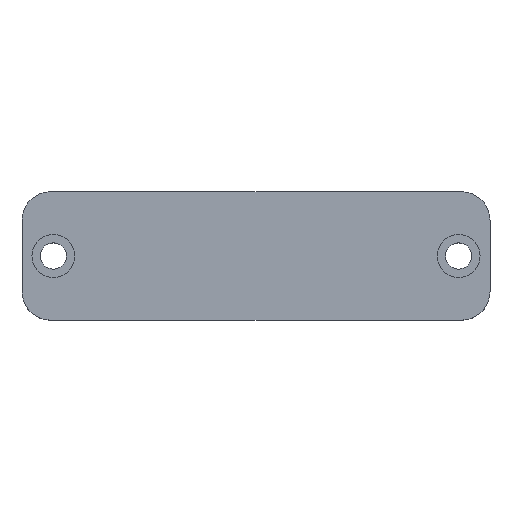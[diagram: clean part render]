
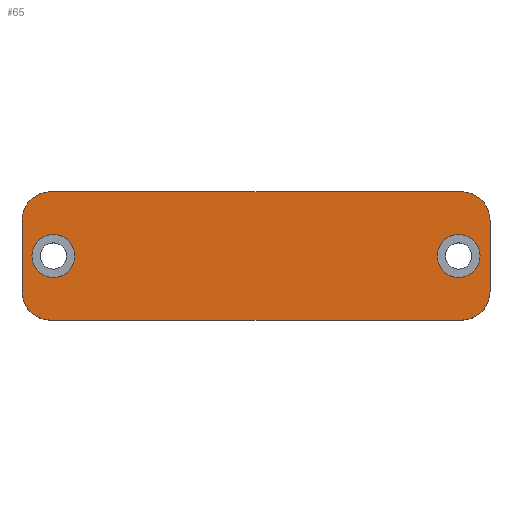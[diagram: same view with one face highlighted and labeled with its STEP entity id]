
A CAD part, top view. The second image highlights one B-rep face of the part: STEP entity #65.
In plain terms, the highlighted planar face has unit normal (0, 0, 1).
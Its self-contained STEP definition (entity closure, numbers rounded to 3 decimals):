
#3 = CARTESIAN_POINT ( 'NONE',  ( -35.5, 0., 8. ) ) ;
#31 = EDGE_CURVE ( 'NONE', #389, #56, #617, .T. ) ;
#40 = LINE ( 'NONE', #607, #437 ) ;
#41 = DIRECTION ( 'NONE',  ( 0., 0., 1. ) ) ;
#46 = AXIS2_PLACEMENT_3D ( 'NONE', #546, #535, #144 ) ;
#48 = ORIENTED_EDGE ( 'NONE', *, *, #570, .T. ) ;
#56 = VERTEX_POINT ( 'NONE', #317 ) ;
#62 = CARTESIAN_POINT ( 'NONE',  ( -39.25, 0., 8. ) ) ;
#65 = ADVANCED_FACE ( 'NONE', ( #213, #350, #602 ), #636, .T. ) ;
#68 = CARTESIAN_POINT ( 'NONE',  ( -41., 11.25, 8. ) ) ;
#89 = CARTESIAN_POINT ( 'NONE',  ( -36., -6.25, 8. ) ) ;
#91 = EDGE_CURVE ( 'NONE', #584, #176, #475, .T. ) ;
#94 = DIRECTION ( 'NONE',  ( 1., 0., 0. ) ) ;
#102 = VECTOR ( 'NONE', #600, 1000. ) ;
#107 = EDGE_CURVE ( 'NONE', #400, #439, #181, .T. ) ;
#111 = CIRCLE ( 'NONE', #515, 5. ) ;
#131 = ORIENTED_EDGE ( 'NONE', *, *, #107, .F. ) ;
#132 = CARTESIAN_POINT ( 'NONE',  ( -36., 6.25, 8. ) ) ;
#144 = DIRECTION ( 'NONE',  ( 1., 0., 0. ) ) ;
#158 = DIRECTION ( 'NONE',  ( 1., 0., 0. ) ) ;
#159 = EDGE_CURVE ( 'NONE', #56, #417, #165, .T. ) ;
#160 = DIRECTION ( 'NONE',  ( 1., 0., 0. ) ) ;
#165 = LINE ( 'NONE', #172, #557 ) ;
#167 = EDGE_LOOP ( 'NONE', ( #429, #256 ) ) ;
#172 = CARTESIAN_POINT ( 'NONE',  ( -41., 11.25, 8. ) ) ;
#176 = VERTEX_POINT ( 'NONE', #199 ) ;
#177 = ORIENTED_EDGE ( 'NONE', *, *, #402, .T. ) ;
#181 = CIRCLE ( 'NONE', #252, 3.75 ) ;
#183 = AXIS2_PLACEMENT_3D ( 'NONE', #599, #638, #639 ) ;
#184 = ORIENTED_EDGE ( 'NONE', *, *, #367, .T. ) ;
#187 = CARTESIAN_POINT ( 'NONE',  ( 36., -11.25, 8. ) ) ;
#195 = CARTESIAN_POINT ( 'NONE',  ( -41., -6.25, 8. ) ) ;
#199 = CARTESIAN_POINT ( 'NONE',  ( -31.75, 0., 8. ) ) ;
#202 = AXIS2_PLACEMENT_3D ( 'NONE', #132, #203, #615 ) ;
#203 = DIRECTION ( 'NONE',  ( 0., 0., 1. ) ) ;
#207 = DIRECTION ( 'NONE',  ( 0., 0., 1. ) ) ;
#213 = FACE_BOUND ( 'NONE', #167, .T. ) ;
#216 = ORIENTED_EDGE ( 'NONE', *, *, #441, .T. ) ;
#217 = CARTESIAN_POINT ( 'NONE',  ( -36., -11.25, 8. ) ) ;
#221 = AXIS2_PLACEMENT_3D ( 'NONE', #418, #579, #250 ) ;
#222 = DIRECTION ( 'NONE',  ( -1., 0., 0. ) ) ;
#231 = EDGE_CURVE ( 'NONE', #439, #400, #510, .T. ) ;
#239 = LINE ( 'NONE', #68, #102 ) ;
#247 = CIRCLE ( 'NONE', #548, 3.75 ) ;
#250 = DIRECTION ( 'NONE',  ( 1., 0., 0. ) ) ;
#252 = AXIS2_PLACEMENT_3D ( 'NONE', #341, #41, #94 ) ;
#256 = ORIENTED_EDGE ( 'NONE', *, *, #91, .F. ) ;
#260 = CARTESIAN_POINT ( 'NONE',  ( 41., -6.25, 8. ) ) ;
#261 = AXIS2_PLACEMENT_3D ( 'NONE', #89, #395, #293 ) ;
#265 = EDGE_LOOP ( 'NONE', ( #184, #465, #216, #344, #530, #177, #331, #48 ) ) ;
#269 = CIRCLE ( 'NONE', #261, 5. ) ;
#272 = EDGE_CURVE ( 'NONE', #545, #457, #239, .T. ) ;
#293 = DIRECTION ( 'NONE',  ( 1., 0., 0. ) ) ;
#294 = DIRECTION ( 'NONE',  ( 1., 0., 0. ) ) ;
#299 = VERTEX_POINT ( 'NONE', #217 ) ;
#306 = DIRECTION ( 'NONE',  ( 1., 0., 0. ) ) ;
#317 = CARTESIAN_POINT ( 'NONE',  ( 36., 11.25, 8. ) ) ;
#325 = DIRECTION ( 'NONE',  ( 0., 1., 0. ) ) ;
#331 = ORIENTED_EDGE ( 'NONE', *, *, #272, .T. ) ;
#341 = CARTESIAN_POINT ( 'NONE',  ( 35.5, 0., 8. ) ) ;
#344 = ORIENTED_EDGE ( 'NONE', *, *, #31, .T. ) ;
#350 = FACE_BOUND ( 'NONE', #643, .T. ) ;
#355 = CARTESIAN_POINT ( 'NONE',  ( -41., 6.25, 8. ) ) ;
#367 = EDGE_CURVE ( 'NONE', #299, #505, #40, .T. ) ;
#389 = VERTEX_POINT ( 'NONE', #619 ) ;
#392 = ORIENTED_EDGE ( 'NONE', *, *, #231, .F. ) ;
#395 = DIRECTION ( 'NONE',  ( 0., 0., 1. ) ) ;
#396 = DIRECTION ( 'NONE',  ( 0., 0., 1. ) ) ;
#400 = VERTEX_POINT ( 'NONE', #481 ) ;
#402 = EDGE_CURVE ( 'NONE', #417, #545, #412, .T. ) ;
#412 = CIRCLE ( 'NONE', #202, 5. ) ;
#414 = VERTEX_POINT ( 'NONE', #260 ) ;
#417 = VERTEX_POINT ( 'NONE', #534 ) ;
#418 = CARTESIAN_POINT ( 'NONE',  ( -35.5, 0., 8. ) ) ;
#429 = ORIENTED_EDGE ( 'NONE', *, *, #471, .F. ) ;
#431 = CARTESIAN_POINT ( 'NONE',  ( 41., 11.25, 8. ) ) ;
#435 = CARTESIAN_POINT ( 'NONE',  ( 31.75, 0., 8. ) ) ;
#437 = VECTOR ( 'NONE', #158, 1000. ) ;
#439 = VERTEX_POINT ( 'NONE', #435 ) ;
#441 = EDGE_CURVE ( 'NONE', #414, #389, #628, .T. ) ;
#455 = EDGE_CURVE ( 'NONE', #505, #414, #111, .T. ) ;
#457 = VERTEX_POINT ( 'NONE', #195 ) ;
#465 = ORIENTED_EDGE ( 'NONE', *, *, #455, .T. ) ;
#471 = EDGE_CURVE ( 'NONE', #176, #584, #247, .T. ) ;
#475 = CIRCLE ( 'NONE', #221, 3.75 ) ;
#481 = CARTESIAN_POINT ( 'NONE',  ( 39.25, 0., 8. ) ) ;
#482 = CARTESIAN_POINT ( 'NONE',  ( 36., -6.25, 8. ) ) ;
#501 = DIRECTION ( 'NONE',  ( 0., 0., 1. ) ) ;
#503 = VECTOR ( 'NONE', #325, 1000. ) ;
#505 = VERTEX_POINT ( 'NONE', #187 ) ;
#510 = CIRCLE ( 'NONE', #559, 3.75 ) ;
#515 = AXIS2_PLACEMENT_3D ( 'NONE', #482, #207, #306 ) ;
#524 = CARTESIAN_POINT ( 'NONE',  ( 35.5, 0., 8. ) ) ;
#530 = ORIENTED_EDGE ( 'NONE', *, *, #159, .T. ) ;
#534 = CARTESIAN_POINT ( 'NONE',  ( -36., 11.25, 8. ) ) ;
#535 = DIRECTION ( 'NONE',  ( 0., 0., 1. ) ) ;
#545 = VERTEX_POINT ( 'NONE', #355 ) ;
#546 = CARTESIAN_POINT ( 'NONE',  ( 36., 6.25, 8. ) ) ;
#548 = AXIS2_PLACEMENT_3D ( 'NONE', #3, #396, #294 ) ;
#557 = VECTOR ( 'NONE', #222, 1000. ) ;
#559 = AXIS2_PLACEMENT_3D ( 'NONE', #524, #501, #160 ) ;
#570 = EDGE_CURVE ( 'NONE', #457, #299, #269, .T. ) ;
#579 = DIRECTION ( 'NONE',  ( 0., 0., 1. ) ) ;
#584 = VERTEX_POINT ( 'NONE', #62 ) ;
#599 = CARTESIAN_POINT ( 'NONE',  ( 0., 0., 8. ) ) ;
#600 = DIRECTION ( 'NONE',  ( 0., -1., 0. ) ) ;
#602 = FACE_OUTER_BOUND ( 'NONE', #265, .T. ) ;
#607 = CARTESIAN_POINT ( 'NONE',  ( -41., -11.25, 8. ) ) ;
#615 = DIRECTION ( 'NONE',  ( 1., 0., 0. ) ) ;
#617 = CIRCLE ( 'NONE', #46, 5. ) ;
#619 = CARTESIAN_POINT ( 'NONE',  ( 41., 6.25, 8. ) ) ;
#628 = LINE ( 'NONE', #431, #503 ) ;
#636 = PLANE ( 'NONE',  #183 ) ;
#638 = DIRECTION ( 'NONE',  ( 0., 0., 1. ) ) ;
#639 = DIRECTION ( 'NONE',  ( 1., 0., 0. ) ) ;
#643 = EDGE_LOOP ( 'NONE', ( #131, #392 ) ) ;
